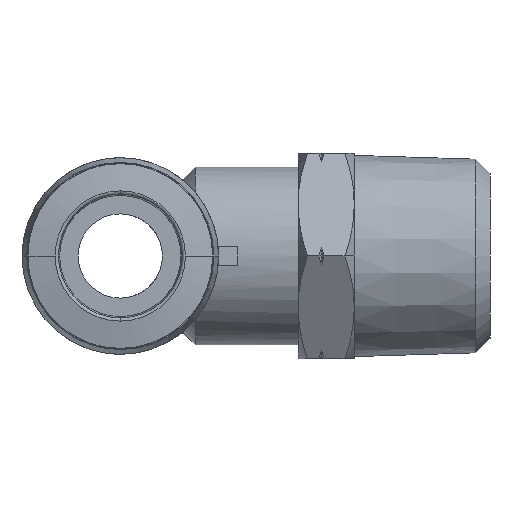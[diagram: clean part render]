
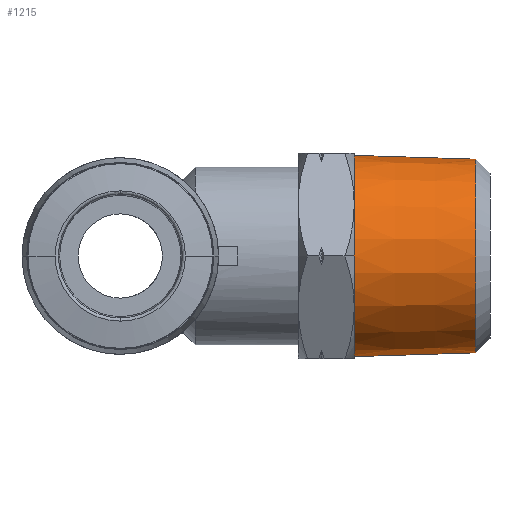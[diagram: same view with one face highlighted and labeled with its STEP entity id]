
A CAD part, left-side view. The second image highlights one B-rep face of the part: STEP entity #1215.
In plain terms, the highlighted conical face has half-angle 1.79 degrees and reference radius 10.75 mm.
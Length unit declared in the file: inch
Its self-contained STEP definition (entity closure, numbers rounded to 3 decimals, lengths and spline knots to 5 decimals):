
#103 = DIRECTION ( 'NONE',  ( 0., 1., -0.031 ) ) ;
#208 = CARTESIAN_POINT ( 'NONE',  ( 0., -0.74806, 0. ) ) ;
#360 = AXIS2_PLACEMENT_3D ( 'NONE', #3006, #5650, #2988 ) ;
#497 = CARTESIAN_POINT ( 'NONE',  ( 0., -0.74806, -0.40723 ) ) ;
#521 = CIRCLE ( 'NONE', #3420, 0.40723 ) ;
#645 = DIRECTION ( 'NONE',  ( -1., 0., 0. ) ) ;
#1215 = ADVANCED_FACE ( 'NONE', ( #1448 ), #2066, .T. ) ;
#1438 = LINE ( 'NONE', #2790, #2633 ) ;
#1441 = CARTESIAN_POINT ( 'NONE',  ( 0., -0.23622, 0.42323 ) ) ;
#1448 = FACE_OUTER_BOUND ( 'NONE', #5322, .T. ) ;
#1507 = VERTEX_POINT ( 'NONE', #2353 ) ;
#1554 = DIRECTION ( 'NONE',  ( 0., 1., 0.031 ) ) ;
#2037 = CARTESIAN_POINT ( 'NONE',  ( 0., -0.23622, 0.42323 ) ) ;
#2066 = CONICAL_SURFACE ( 'NONE', #360, 0.42323, 0.031 ) ;
#2229 = CIRCLE ( 'NONE', #3019, 0.42323 ) ;
#2333 = DIRECTION ( 'NONE',  ( 0., -1., 0. ) ) ;
#2353 = CARTESIAN_POINT ( 'NONE',  ( 0., -0.23622, -0.42323 ) ) ;
#2555 = LINE ( 'NONE', #2037, #3627 ) ;
#2633 = VECTOR ( 'NONE', #103, 39.37008 ) ;
#2790 = CARTESIAN_POINT ( 'NONE',  ( 0., -0.23622, -0.42323 ) ) ;
#2988 = DIRECTION ( 'NONE',  ( 0., 0., 1. ) ) ;
#3006 = CARTESIAN_POINT ( 'NONE',  ( 0., -0.23622, 0. ) ) ;
#3019 = AXIS2_PLACEMENT_3D ( 'NONE', #5054, #2333, #5478 ) ;
#3043 = ORIENTED_EDGE ( 'NONE', *, *, #4626, .T. ) ;
#3173 = ORIENTED_EDGE ( 'NONE', *, *, #5112, .F. ) ;
#3350 = DIRECTION ( 'NONE',  ( 0., -1., 0. ) ) ;
#3416 = VERTEX_POINT ( 'NONE', #4584 ) ;
#3420 = AXIS2_PLACEMENT_3D ( 'NONE', #208, #3350, #645 ) ;
#3423 = VERTEX_POINT ( 'NONE', #1441 ) ;
#3552 = EDGE_CURVE ( 'NONE', #3416, #4614, #521, .T. ) ;
#3627 = VECTOR ( 'NONE', #1554, 39.37008 ) ;
#3813 = ORIENTED_EDGE ( 'NONE', *, *, #5326, .T. ) ;
#4542 = ORIENTED_EDGE ( 'NONE', *, *, #3552, .F. ) ;
#4584 = CARTESIAN_POINT ( 'NONE',  ( 0., -0.74806, 0.40723 ) ) ;
#4614 = VERTEX_POINT ( 'NONE', #497 ) ;
#4626 = EDGE_CURVE ( 'NONE', #3423, #1507, #2229, .T. ) ;
#5054 = CARTESIAN_POINT ( 'NONE',  ( 0., -0.23622, 0. ) ) ;
#5112 = EDGE_CURVE ( 'NONE', #4614, #1507, #1438, .T. ) ;
#5322 = EDGE_LOOP ( 'NONE', ( #3173, #4542, #3813, #3043 ) ) ;
#5326 = EDGE_CURVE ( 'NONE', #3416, #3423, #2555, .T. ) ;
#5478 = DIRECTION ( 'NONE',  ( 0., 0., 1. ) ) ;
#5650 = DIRECTION ( 'NONE',  ( 0., 1., 0. ) ) ;
